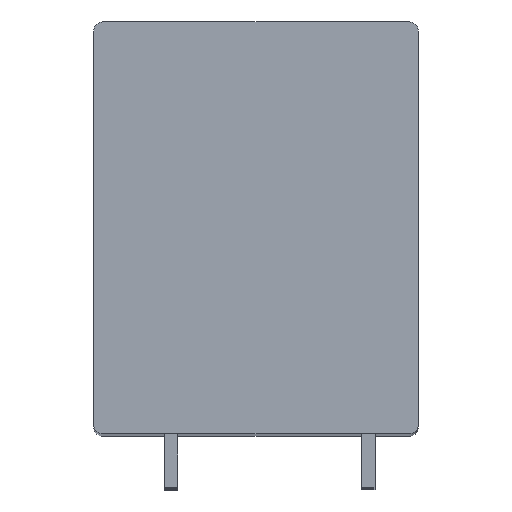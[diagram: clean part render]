
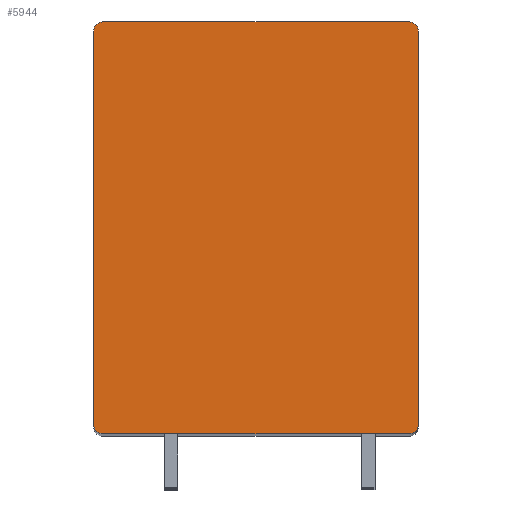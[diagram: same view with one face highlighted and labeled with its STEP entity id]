
A CAD part, top view. The second image highlights one B-rep face of the part: STEP entity #5944.
In plain terms, the highlighted planar face has unit normal (0, 0, 1).
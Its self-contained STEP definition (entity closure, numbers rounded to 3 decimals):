
#589=CARTESIAN_POINT('',(11.65,14.95,5.));
#590=DIRECTION('',(0.,0.,1.));
#591=DIRECTION('',(1.,0.,0.));
#592=AXIS2_PLACEMENT_3D('',#589,#590,#591);
#594=DIRECTION('',(0.,1.,0.));
#595=VECTOR('',#594,29.9);
#596=CARTESIAN_POINT('',(12.35,-14.95,5.));
#597=LINE('',#596,#595);
#598=CARTESIAN_POINT('',(11.65,-14.95,5.));
#599=DIRECTION('',(0.,0.,1.));
#600=DIRECTION('',(0.,-1.,0.));
#601=AXIS2_PLACEMENT_3D('',#598,#599,#600);
#603=DIRECTION('',(1.,0.,0.));
#604=VECTOR('',#603,23.3);
#605=CARTESIAN_POINT('',(-11.65,-15.65,5.));
#606=LINE('',#605,#604);
#607=CARTESIAN_POINT('',(-11.65,-14.95,5.));
#608=DIRECTION('',(0.,0.,1.));
#609=DIRECTION('',(-1.,0.,0.));
#610=AXIS2_PLACEMENT_3D('',#607,#608,#609);
#612=DIRECTION('',(0.,-1.,0.));
#613=VECTOR('',#612,29.9);
#614=CARTESIAN_POINT('',(-12.35,14.95,5.));
#615=LINE('',#614,#613);
#616=CARTESIAN_POINT('',(-11.65,14.95,5.));
#617=DIRECTION('',(0.,0.,1.));
#618=DIRECTION('',(0.,1.,0.));
#619=AXIS2_PLACEMENT_3D('',#616,#617,#618);
#621=DIRECTION('',(-1.,0.,0.));
#622=VECTOR('',#621,23.3);
#623=CARTESIAN_POINT('',(11.65,15.65,5.));
#624=LINE('',#623,#622);
#4289=CARTESIAN_POINT('',(12.35,14.95,5.));
#4290=VERTEX_POINT('',#4289);
#4291=CARTESIAN_POINT('',(11.65,15.65,5.));
#4292=VERTEX_POINT('',#4291);
#4297=CARTESIAN_POINT('',(11.65,-15.65,5.));
#4298=VERTEX_POINT('',#4297);
#4299=CARTESIAN_POINT('',(12.35,-14.95,5.));
#4300=VERTEX_POINT('',#4299);
#4305=CARTESIAN_POINT('',(-12.35,-14.95,5.));
#4306=VERTEX_POINT('',#4305);
#4307=CARTESIAN_POINT('',(-11.65,-15.65,5.));
#4308=VERTEX_POINT('',#4307);
#4313=CARTESIAN_POINT('',(-11.65,15.65,5.));
#4314=CARTESIAN_POINT('',(-12.35,14.95,5.));
#4315=VERTEX_POINT('',#4313);
#4316=VERTEX_POINT('',#4314);
#5928=CARTESIAN_POINT('',(0.,0.,5.));
#5929=DIRECTION('',(0.,0.,1.));
#5930=DIRECTION('',(1.,0.,0.));
#5931=AXIS2_PLACEMENT_3D('',#5928,#5929,#5930);
#5932=PLANE('',#5931);
#5933=ORIENTED_EDGE('',*,*,#5507,.F.);
#5934=ORIENTED_EDGE('',*,*,#5523,.F.);
#5935=ORIENTED_EDGE('',*,*,#5536,.F.);
#5936=ORIENTED_EDGE('',*,*,#5551,.F.);
#5937=ORIENTED_EDGE('',*,*,#5894,.F.);
#5938=ORIENTED_EDGE('',*,*,#5909,.F.);
#5939=ORIENTED_EDGE('',*,*,#5919,.F.);
#5941=ORIENTED_EDGE('',*,*,#5940,.F.);
#5942=EDGE_LOOP('',(#5933,#5934,#5935,#5936,#5937,#5938,#5939,#5941));
#5943=FACE_OUTER_BOUND('',#5942,.F.);
#5944=ADVANCED_FACE('',(#5943),#5932,.T.);
#593=CIRCLE('',#592,0.7);
#602=CIRCLE('',#601,0.7);
#611=CIRCLE('',#610,0.7);
#620=CIRCLE('',#619,0.7);
#5507=EDGE_CURVE('',#4290,#4292,#593,.T.);
#5523=EDGE_CURVE('',#4300,#4290,#597,.T.);
#5536=EDGE_CURVE('',#4298,#4300,#602,.T.);
#5551=EDGE_CURVE('',#4308,#4298,#606,.T.);
#5894=EDGE_CURVE('',#4306,#4308,#611,.T.);
#5909=EDGE_CURVE('',#4316,#4306,#615,.T.);
#5919=EDGE_CURVE('',#4315,#4316,#620,.T.);
#5940=EDGE_CURVE('',#4292,#4315,#624,.T.);
